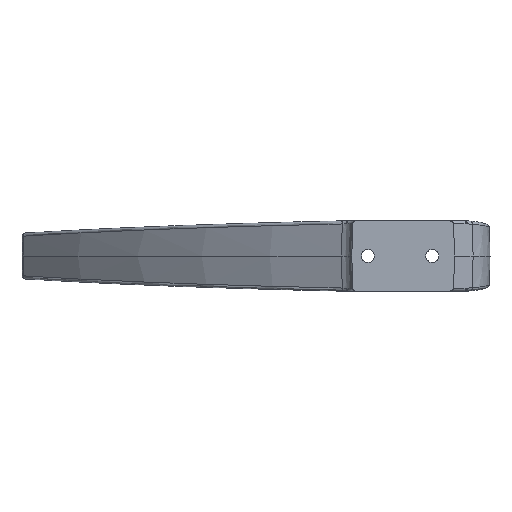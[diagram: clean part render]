
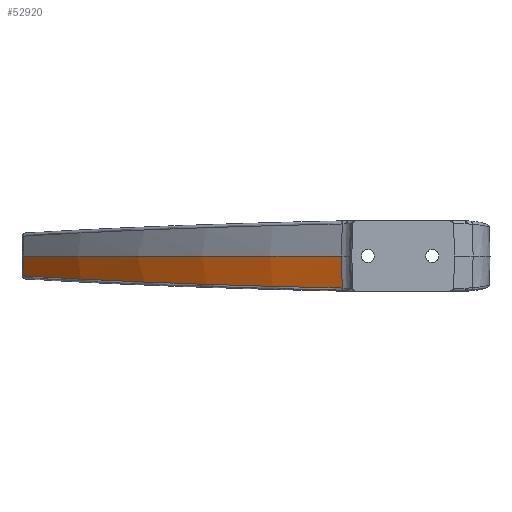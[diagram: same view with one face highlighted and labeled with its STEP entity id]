
A CAD part, left-side view. The second image highlights one B-rep face of the part: STEP entity #52920.
In plain terms, the highlighted conical face has half-angle 1.5 degrees and reference radius 255 mm.
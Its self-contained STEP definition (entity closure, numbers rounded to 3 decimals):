
#46960=CARTESIAN_POINT('',(75.992,145.061,0.));
#46970=VERTEX_POINT('',#46960);
#49540=CARTESIAN_POINT('',(76.664,145.306,
-9.435));
#49550=CARTESIAN_POINT('',(76.524,145.256,
-7.477));
#49560=CARTESIAN_POINT('',(76.385,145.205,
-5.518));
#49570=CARTESIAN_POINT('',(76.108,145.104,
-1.625));
#49580=CARTESIAN_POINT('',(75.97,145.053,
0.309));
#49590=CARTESIAN_POINT('',(75.832,145.002,
2.244));
#49600=B_SPLINE_CURVE_WITH_KNOTS('',3,(#49540,#49550,#49560,#49570,
#49580,#49590),.UNSPECIFIED.,.F.,.F.,(4,2,4),(22.669,
28.561,34.381),.UNSPECIFIED.);
#49610=CARTESIAN_POINT('',(76.433,145.222,
-6.186));
#49620=VERTEX_POINT('',#49610);
#49630=EDGE_CURVE('',#49620,#46970,#49600,.T.);
#52460=CARTESIAN_POINT('',(241.13,-49.245,0.));
#52470=DIRECTION('',(0.,0.,1.));
#52480=DIRECTION('',(1.,0.,0.));
#52490=AXIS2_PLACEMENT_3D('',#52460,#52470,#52480);
#52500=CONICAL_SURFACE('',#52490,255.,0.026);
#52510=ORIENTED_EDGE('',*,*,#49630,.F.);
#52520=CARTESIAN_POINT('',(241.13,-49.245,0.));
#52530=DIRECTION('',(0.,0.,1.));
#52540=DIRECTION('',(1.,0.,0.));
#52550=AXIS2_PLACEMENT_3D('',#52520,#52530,#52540);
#52560=CIRCLE('',#52550,255.);
#52570=CARTESIAN_POINT('',(4.637,46.13,0.));
#52580=VERTEX_POINT('',#52570);
#52590=EDGE_CURVE('',#46970,#52580,#52560,.T.);
#52600=ORIENTED_EDGE('',*,*,#52590,.F.);
#52610=CARTESIAN_POINT('',(4.637,46.13,0.));
#52620=DIRECTION('',(0.024,-0.01,
-1.));
#52630=VECTOR('',#52620,1.);
#52640=LINE('',#52610,#52630);
#52650=CARTESIAN_POINT('',(4.879,46.032,
-9.974));
#52660=VERTEX_POINT('',#52650);
#52670=EDGE_CURVE('',#52580,#52660,#52640,.T.);
#52680=ORIENTED_EDGE('',*,*,#52670,.F.);
#52690=CARTESIAN_POINT('',(76.433,145.222,
-6.186));
#52700=CARTESIAN_POINT('',(76.371,145.17,
-6.189));
#52710=CARTESIAN_POINT('',(76.309,145.118,
-6.192));
#52720=CARTESIAN_POINT('',(68.662,138.615,
-6.597));
#52730=CARTESIAN_POINT('',(61.46,131.725,
-6.978));
#52740=CARTESIAN_POINT('',(47.517,116.728,
-7.716));
#52750=CARTESIAN_POINT('',(40.839,108.589,
-8.07));
#52760=CARTESIAN_POINT('',(31.603,95.797,
-8.559));
#52770=CARTESIAN_POINT('',(28.658,91.439,
-8.715));
#52780=CARTESIAN_POINT('',(23.039,82.547,
-9.012));
#52790=CARTESIAN_POINT('',(20.368,78.015,
-9.154));
#52800=CARTESIAN_POINT('',(15.31,68.791,
-9.421));
#52810=CARTESIAN_POINT('',(12.924,64.102,
-9.548));
#52820=CARTESIAN_POINT('',(8.658,55.035,
-9.774));
#52830=CARTESIAN_POINT('',(6.753,50.672,
-9.874));
#52840=CARTESIAN_POINT('',(4.94,46.183,
-9.97));
#52850=CARTESIAN_POINT('',(4.91,46.108,
-9.972));
#52860=CARTESIAN_POINT('',(4.879,46.032,
-9.974));
#52870=B_SPLINE_CURVE_WITH_KNOTS('',3,(#52690,#52700,#52710,#52720,
#52730,#52740,#52750,#52760,#52770,#52780,#52790,#52800,#52810,#52820,
#52830,#52840,#52850,#52860),.UNSPECIFIED.,.F.,.F.,(4,2,2,2,2,2,2,2,4),(
0.,0.242,30.081,61.587,77.339,
93.091,108.843,123.098,123.341),
.UNSPECIFIED.);
#52880=EDGE_CURVE('',#49620,#52660,#52870,.T.);
#52890=ORIENTED_EDGE('',*,*,#52880,.T.);
#52900=EDGE_LOOP('',(#52890,#52680,#52600,#52510));
#52910=FACE_OUTER_BOUND('',#52900,.T.);
#52920=ADVANCED_FACE('',(#52910),#52500,.T.);
